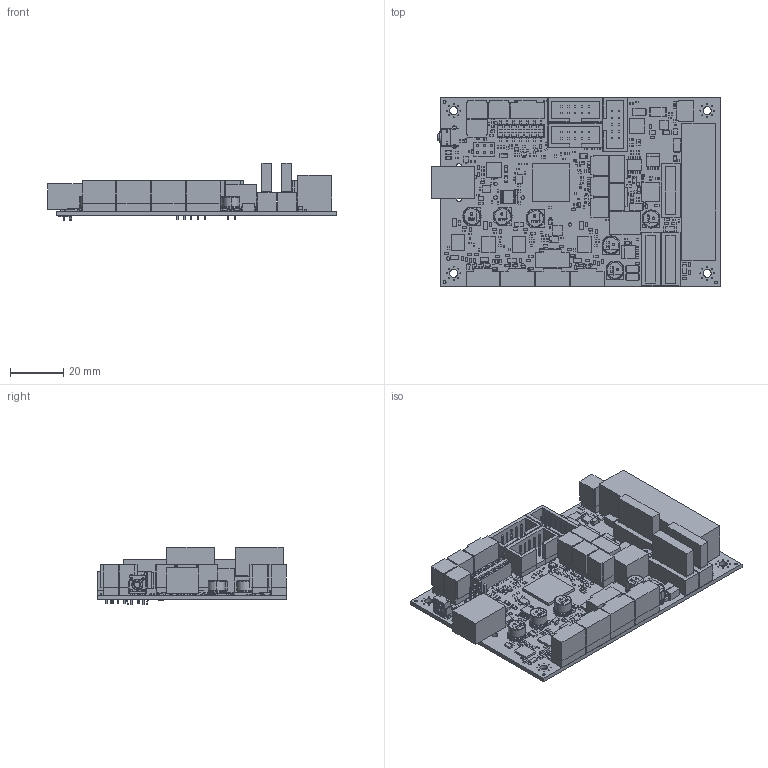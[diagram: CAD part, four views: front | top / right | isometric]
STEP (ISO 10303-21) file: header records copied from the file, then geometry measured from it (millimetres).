
FILE_DESCRIPTION(('Open CASCADE Model'),'2;1');
FILE_NAME('Open CASCADE Shape Model','2017-12-07T13:55:52',('Author'),( 'Open CASCADE'),'Open CASCADE STEP processor 6.8','Open CASCADE 6.8' ,'Unknown');
FILE_SCHEMA(('AUTOMOTIVE_DESIGN { 1 0 10303 214 1 1 1 1 }'));
Length unit declared in the file: millimetre
Products named in the file (655): PCB; Board; R84; 1087728944; Extruded; Net_Tie4; 1087726224; Net_Tie3; Net_Tie2; D2; 1087727448; 1087727312; C85; 1087737376; C84; FB1; 1087736288; 1087736424; C3; 1087736968; F1; 1087727720; 1087727856; 1087727992; FB26; FB34; RV18; 1087732072; FB20; 1217416800; Terminal; Open_CASCADE_STEP_translator_6.8_1.1.1; Open_CASCADE_STEP_translator_6.8_1.1.2; Mid_Body; Open_CASCADE_STEP_translator_6.8_1.2.1; FB19; 1217416032; FB18; 1217417056; FB17 ...
Assembly tree (1122 placements, depth 5):
  PCB
    Board
    R84
      1087728944
        Extruded
    Net_Tie4
      1087726224  x2
        Extruded
    Net_Tie3
      1087726224  x2
        Extruded
    Net_Tie2
      1087726224  x2
        Extruded
    D2
      1087727448
        Extruded
      1087727312
        Extruded
    C85
      1087737376
        Extruded
    C84
      1087737376
        Extruded
    FB1
      1087736288  x2
        Extruded
      1087736424
        Extruded
    C3
      1087736968
        Extruded
    F1
      1087727720  x2
        Extruded
      1087727856
        Extruded
      1087727992
        Extruded
    FB26
      1087728944
        Extruded
    FB34
      1087728944
        Extruded
    RV18
      1087732072
        Extruded
    FB20
      1217416800
        Terminal
          Open_CASCADE_STEP_translator_6.8_1.1.1
          Open_CASCADE_STEP_translator_6.8_1.1.2
        Mid_Body
          Open_CASCADE_STEP_translator_6.8_1.2.1
    FB19
      1217416032
        Terminal
          Open_CASCADE_STEP_translator_6.8_1.1.1
Bounding box: 108.28 x 71 x 21.5 mm (x, y, z)
Volume: 46359.8 mm3; surface area: 47505.7 mm2
Topology: 656 solids, 660 shells, 6888 faces, 15325 edges, 9564 vertices
Faces by surface type: plane 4929, cylinder 1331, bspline 332, sphere 282, torus 12, cone 2
Full cylindrical faces by diameter (mm): 0.163 x2, 0.263 x1, 0.3 x1, 0.381 x32, 0.9 x30, 0.965 x10, 1.016 x50, 1.28 x77, 1.397 x2, 1.499 x2, 1.524 x6, 1.6 x12, 2.21 x2, 3 x4
Entity records: 73554 total; most frequent: CARTESIAN_POINT 11521, DIRECTION 10902, ORIENTED_EDGE 8600, EDGE_CURVE 4302, AXIS2_PLACEMENT_3D 3819, LINE 3264, VECTOR 3264, VERTEX_POINT 2760
